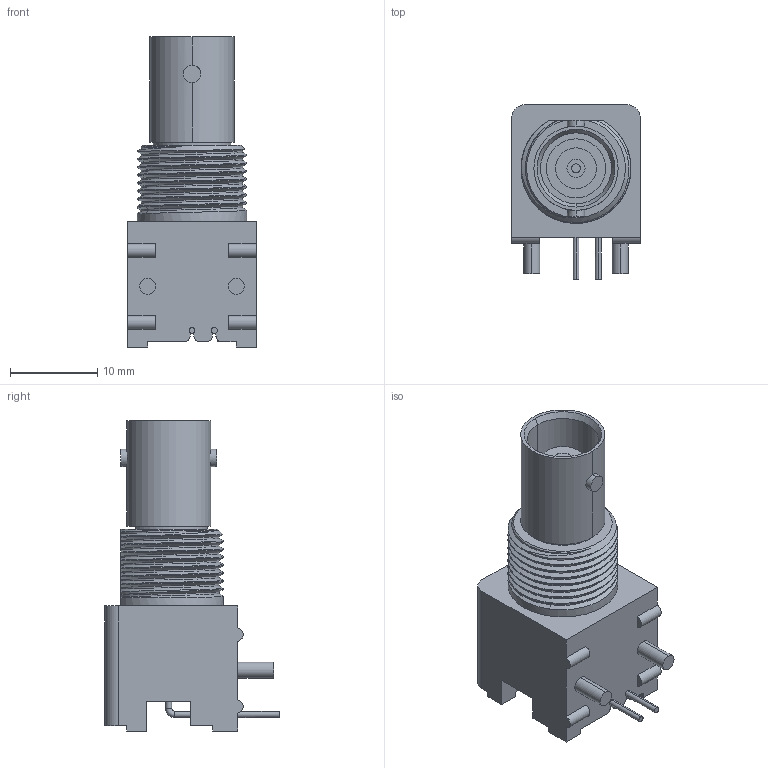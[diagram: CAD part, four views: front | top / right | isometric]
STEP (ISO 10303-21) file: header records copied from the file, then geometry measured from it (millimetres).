
FILE_DESCRIPTION((''),'2;1');
FILE_NAME('C-5227161-1','2016-10-07T',('workeradm'),('Tyco Electronics Ltd.'),'CREO PARAMETRIC BY PTC INC, 2016050','CREO PARAMETRIC BY PTC INC, 2016050','');
FILE_SCHEMA(('AUTOMOTIVE_DESIGN { 1 0 10303 214 1 1 1 1 }'));
Length unit declared in the file: millimetre
Products named in the file (1): C-5227161-1
Bounding box: 14.76 x 19.99 x 35.56 mm (x, y, z)
Volume: 4249.1 mm3; surface area: 2676.8 mm2
Topology: 1 solids, 1 shells, 171 faces, 449 edges, 292 vertices
Faces by surface type: plane 64, cylinder 62, bspline 35, cone 6, torus 4
Entity records: 11171 total; most frequent: CARTESIAN_POINT 6926, ORIENTED_EDGE 898, DIRECTION 763, EDGE_CURVE 449, VERTEX_POINT 292, AXIS2_PLACEMENT_3D 267, VECTOR 229, LINE 229
